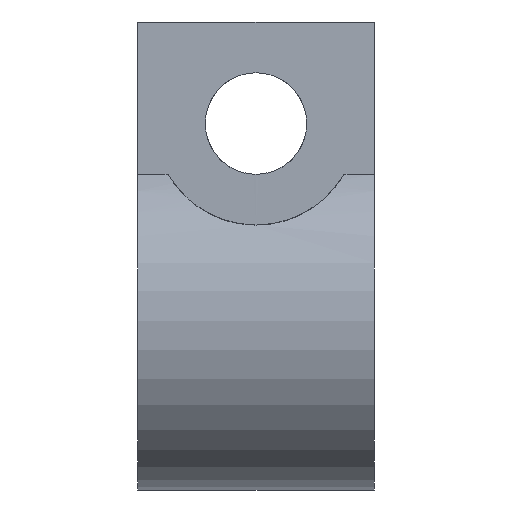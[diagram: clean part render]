
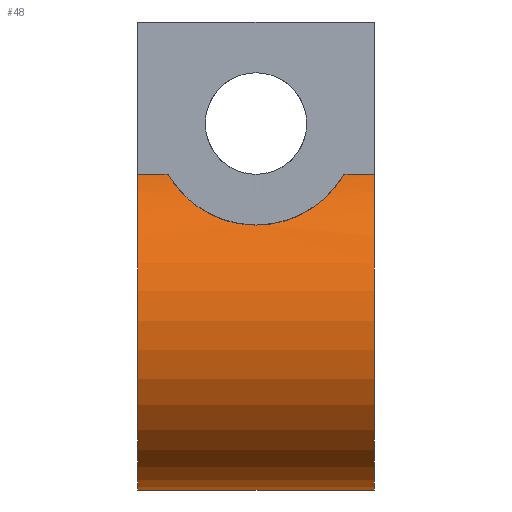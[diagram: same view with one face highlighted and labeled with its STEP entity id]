
A CAD part, left-side view. The second image highlights one B-rep face of the part: STEP entity #48.
In plain terms, the highlighted cylindrical face has radius 5 mm (diameter 10 mm), a partial arc.
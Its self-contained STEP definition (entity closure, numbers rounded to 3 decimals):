
#4 = CARTESIAN_POINT ( 'NONE',  ( -3.857, 2.049, 3.188 ) ) ;
#7 = VERTEX_POINT ( 'NONE', #277 ) ;
#24 = CARTESIAN_POINT ( 'NONE',  ( -2.5, 0., 4.33 ) ) ;
#32 = ORIENTED_EDGE ( 'NONE', *, *, #515, .T. ) ;
#46 = ORIENTED_EDGE ( 'NONE', *, *, #231, .T. ) ;
#48 = ADVANCED_FACE ( 'NONE', ( #329 ), #151, .T. ) ;
#89 = DIRECTION ( 'NONE',  ( 0., -1., 0. ) ) ;
#90 = CARTESIAN_POINT ( 'NONE',  ( -4.057, 4.26, 2.923 ) ) ;
#96 = CARTESIAN_POINT ( 'NONE',  ( -4.123, 3.654, 2.828 ) ) ;
#102 = ORIENTED_EDGE ( 'NONE', *, *, #606, .T. ) ;
#110 = CARTESIAN_POINT ( 'NONE',  ( -3.57, 1.601, 3.502 ) ) ;
#113 = CARTESIAN_POINT ( 'NONE',  ( 0., 0., 0. ) ) ;
#116 = LINE ( 'NONE', #347, #414 ) ;
#119 = CARTESIAN_POINT ( 'NONE',  ( -2.992, 1.099, 4.015 ) ) ;
#151 = CYLINDRICAL_SURFACE ( 'NONE', #273, 5. ) ;
#158 = CARTESIAN_POINT ( 'NONE',  ( -3.57, 5.399, 3.503 ) ) ;
#160 = CARTESIAN_POINT ( 'NONE',  ( -4.123, 3.5, 2.828 ) ) ;
#164 = CARTESIAN_POINT ( 'NONE',  ( -3.301, 1.326, 3.757 ) ) ;
#175 = DIRECTION ( 'NONE',  ( 0., -1., 0. ) ) ;
#197 = DIRECTION ( 'NONE',  ( 0., 1., 0. ) ) ;
#198 = VERTEX_POINT ( 'NONE', #367 ) ;
#203 = ORIENTED_EDGE ( 'NONE', *, *, #360, .F. ) ;
#206 = LINE ( 'NONE', #667, #355 ) ;
#208 = AXIS2_PLACEMENT_3D ( 'NONE', #536, #259, #597 ) ;
#214 = EDGE_LOOP ( 'NONE', ( #676, #32, #623, #46, #241, #203, #102 ) ) ;
#215 = CARTESIAN_POINT ( 'NONE',  ( -3.301, 5.674, 3.758 ) ) ;
#228 = CARTESIAN_POINT ( 'NONE',  ( -4.082, 2.89, 2.887 ) ) ;
#231 = EDGE_CURVE ( 'NONE', #664, #7, #256, .T. ) ;
#234 = B_SPLINE_CURVE_WITH_KNOTS ( 'NONE', 3,
 ( #506, #558, #495, #215, #382, #158, #621, #388, #734, #266, #279, #90, #684, #625, #96, #160 ),
 .UNSPECIFIED., .F., .F.,
 ( 4, 2, 2, 2, 2, 2, 2, 4 ),
 ( 0., 0.001, 0.001, 0.002, 0.002, 0.003, 0.003, 0.004 ),
 .UNSPECIFIED. ) ;
#241 = ORIENTED_EDGE ( 'NONE', *, *, #451, .F. ) ;
#256 = LINE ( 'NONE', #358, #469 ) ;
#259 = DIRECTION ( 'NONE',  ( 0., 1., 0. ) ) ;
#266 = CARTESIAN_POINT ( 'NONE',  ( -3.949, 4.683, 3.068 ) ) ;
#273 = AXIS2_PLACEMENT_3D ( 'NONE', #619, #89, #561 ) ;
#274 = VERTEX_POINT ( 'NONE', #612 ) ;
#277 = CARTESIAN_POINT ( 'NONE',  ( -2.5, 0.901, 4.33 ) ) ;
#278 = CARTESIAN_POINT ( 'NONE',  ( -3.958, 2.311, 3.058 ) ) ;
#279 = CARTESIAN_POINT ( 'NONE',  ( -3.991, 4.547, 3.013 ) ) ;
#285 = CARTESIAN_POINT ( 'NONE',  ( -2.5, 7., 4.33 ) ) ;
#290 = EDGE_CURVE ( 'NONE', #274, #494, #394, .T. ) ;
#292 = CARTESIAN_POINT ( 'NONE',  ( -4.123, 3.346, 2.828 ) ) ;
#306 = DIRECTION ( 'NONE',  ( 0., 1., 0. ) ) ;
#329 = FACE_OUTER_BOUND ( 'NONE', #214, .T. ) ;
#336 = CARTESIAN_POINT ( 'NONE',  ( -3.397, 1.412, 3.67 ) ) ;
#344 = DIRECTION ( 'NONE',  ( 0., 0., 1. ) ) ;
#347 = CARTESIAN_POINT ( 'NONE',  ( 0., 7., -5. ) ) ;
#355 = VECTOR ( 'NONE', #197, 1000. ) ;
#358 = CARTESIAN_POINT ( 'NONE',  ( -2.5, 7., 4.33 ) ) ;
#360 = EDGE_CURVE ( 'NONE', #455, #508, #234, .T. ) ;
#367 = CARTESIAN_POINT ( 'NONE',  ( 0., 0., -5. ) ) ;
#374 = EDGE_CURVE ( 'NONE', #198, #664, #729, .T. ) ;
#382 = CARTESIAN_POINT ( 'NONE',  ( -3.397, 5.588, 3.67 ) ) ;
#388 = CARTESIAN_POINT ( 'NONE',  ( -3.786, 5.069, 3.268 ) ) ;
#394 = CIRCLE ( 'NONE', #208, 5. ) ;
#414 = VECTOR ( 'NONE', #175, 1000. ) ;
#450 = B_SPLINE_CURVE_WITH_KNOTS ( 'NONE', 3,
 ( #524, #292, #738, #228, #648, #278, #4, #686, #110, #336, #164, #119, #573, #692 ),
 .UNSPECIFIED., .F., .F.,
 ( 4, 2, 2, 2, 2, 2, 4 ),
 ( 0.004, 0.004, 0.005, 0.006, 0.006, 0.006, 0.007 ),
 .UNSPECIFIED. ) ;
#451 = EDGE_CURVE ( 'NONE', #508, #7, #450, .T. ) ;
#455 = VERTEX_POINT ( 'NONE', #741 ) ;
#469 = VECTOR ( 'NONE', #306, 1000. ) ;
#494 = VERTEX_POINT ( 'NONE', #285 ) ;
#495 = CARTESIAN_POINT ( 'NONE',  ( -2.991, 5.901, 4.016 ) ) ;
#506 = CARTESIAN_POINT ( 'NONE',  ( -2.5, 6.099, 4.33 ) ) ;
#508 = VERTEX_POINT ( 'NONE', #644 ) ;
#515 = EDGE_CURVE ( 'NONE', #274, #198, #116, .T. ) ;
#516 = DIRECTION ( 'NONE',  ( 0., 1., 0. ) ) ;
#524 = CARTESIAN_POINT ( 'NONE',  ( -4.123, 3.5, 2.828 ) ) ;
#536 = CARTESIAN_POINT ( 'NONE',  ( 0., 7., 0. ) ) ;
#553 = AXIS2_PLACEMENT_3D ( 'NONE', #113, #516, #344 ) ;
#558 = CARTESIAN_POINT ( 'NONE',  ( -2.758, 6.013, 4.181 ) ) ;
#561 = DIRECTION ( 'NONE',  ( 0., 0., -1. ) ) ;
#573 = CARTESIAN_POINT ( 'NONE',  ( -2.758, 0.987, 4.181 ) ) ;
#597 = DIRECTION ( 'NONE',  ( 0., 0., 1. ) ) ;
#606 = EDGE_CURVE ( 'NONE', #455, #494, #206, .T. ) ;
#612 = CARTESIAN_POINT ( 'NONE',  ( 0., 7., -5. ) ) ;
#619 = CARTESIAN_POINT ( 'NONE',  ( 0., 7., 0. ) ) ;
#621 = CARTESIAN_POINT ( 'NONE',  ( -3.647, 5.296, 3.421 ) ) ;
#623 = ORIENTED_EDGE ( 'NONE', *, *, #374, .T. ) ;
#625 = CARTESIAN_POINT ( 'NONE',  ( -4.115, 3.807, 2.84 ) ) ;
#644 = CARTESIAN_POINT ( 'NONE',  ( -4.123, 3.5, 2.828 ) ) ;
#648 = CARTESIAN_POINT ( 'NONE',  ( -4.058, 2.743, 2.922 ) ) ;
#664 = VERTEX_POINT ( 'NONE', #24 ) ;
#667 = CARTESIAN_POINT ( 'NONE',  ( -2.5, 7., 4.33 ) ) ;
#676 = ORIENTED_EDGE ( 'NONE', *, *, #290, .F. ) ;
#684 = CARTESIAN_POINT ( 'NONE',  ( -4.082, 4.11, 2.887 ) ) ;
#686 = CARTESIAN_POINT ( 'NONE',  ( -3.648, 1.705, 3.421 ) ) ;
#692 = CARTESIAN_POINT ( 'NONE',  ( -2.5, 0.901, 4.33 ) ) ;
#729 = CIRCLE ( 'NONE', #553, 5. ) ;
#734 = CARTESIAN_POINT ( 'NONE',  ( -3.847, 4.944, 3.195 ) ) ;
#738 = CARTESIAN_POINT ( 'NONE',  ( -4.115, 3.191, 2.841 ) ) ;
#741 = CARTESIAN_POINT ( 'NONE',  ( -2.5, 6.099, 4.33 ) ) ;
